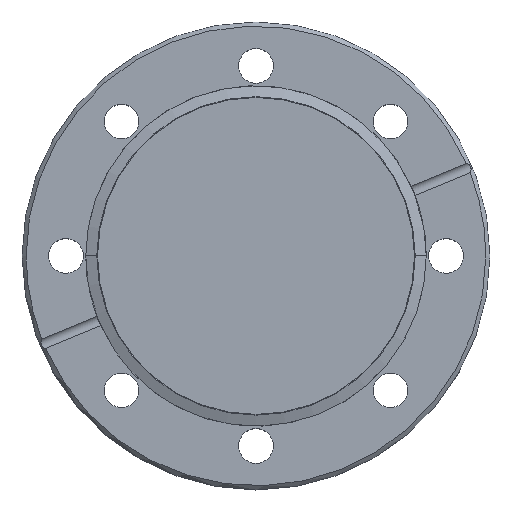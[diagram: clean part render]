
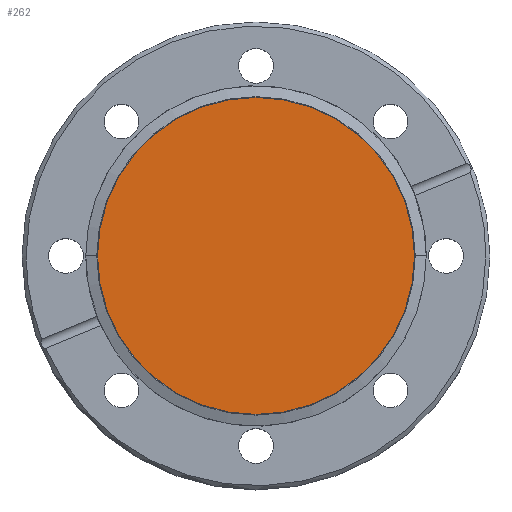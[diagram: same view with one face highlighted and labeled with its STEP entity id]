
A CAD part, top view. The second image highlights one B-rep face of the part: STEP entity #262.
In plain terms, the highlighted planar face has unit normal (0, 0, 1).
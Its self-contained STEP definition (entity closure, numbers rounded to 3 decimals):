
#64 = CARTESIAN_POINT ( 'NONE',  ( 0., 0., -1.2 ) ) ;
#82 = PLANE ( 'NONE',  #194 ) ;
#87 = CIRCLE ( 'NONE', #2042, 38.448 ) ;
#141 = DIRECTION ( 'NONE',  ( 0., 0., -1. ) ) ;
#162 = DIRECTION ( 'NONE',  ( -1., 0., 0. ) ) ;
#194 = AXIS2_PLACEMENT_3D ( 'NONE', #1882, #2098, #2017 ) ;
#262 = ADVANCED_FACE ( 'NONE', ( #2067 ), #82, .F. ) ;
#303 = EDGE_LOOP ( 'NONE', ( #1219, #1072 ) ) ;
#332 = CARTESIAN_POINT ( 'NONE',  ( -38.448, 0., -1.2 ) ) ;
#452 = AXIS2_PLACEMENT_3D ( 'NONE', #798, #810, #836 ) ;
#798 = CARTESIAN_POINT ( 'NONE',  ( 0., 0., -1.2 ) ) ;
#810 = DIRECTION ( 'NONE',  ( 0., 0., -1. ) ) ;
#836 = DIRECTION ( 'NONE',  ( -1., 0., 0. ) ) ;
#1072 = ORIENTED_EDGE ( 'NONE', *, *, #1561, .F. ) ;
#1219 = ORIENTED_EDGE ( 'NONE', *, *, #1651, .F. ) ;
#1539 = VERTEX_POINT ( 'NONE', #1594 ) ;
#1561 = EDGE_CURVE ( 'NONE', #1780, #1539, #87, .T. ) ;
#1594 = CARTESIAN_POINT ( 'NONE',  ( 38.448, 0., -1.2 ) ) ;
#1651 = EDGE_CURVE ( 'NONE', #1539, #1780, #2274, .T. ) ;
#1780 = VERTEX_POINT ( 'NONE', #332 ) ;
#1882 = CARTESIAN_POINT ( 'NONE',  ( 38.448, 0., -1.2 ) ) ;
#2017 = DIRECTION ( 'NONE',  ( -1., 0., 0. ) ) ;
#2042 = AXIS2_PLACEMENT_3D ( 'NONE', #64, #141, #162 ) ;
#2067 = FACE_OUTER_BOUND ( 'NONE', #303, .T. ) ;
#2098 = DIRECTION ( 'NONE',  ( 0., 0., -1. ) ) ;
#2274 = CIRCLE ( 'NONE', #452, 38.448 ) ;
